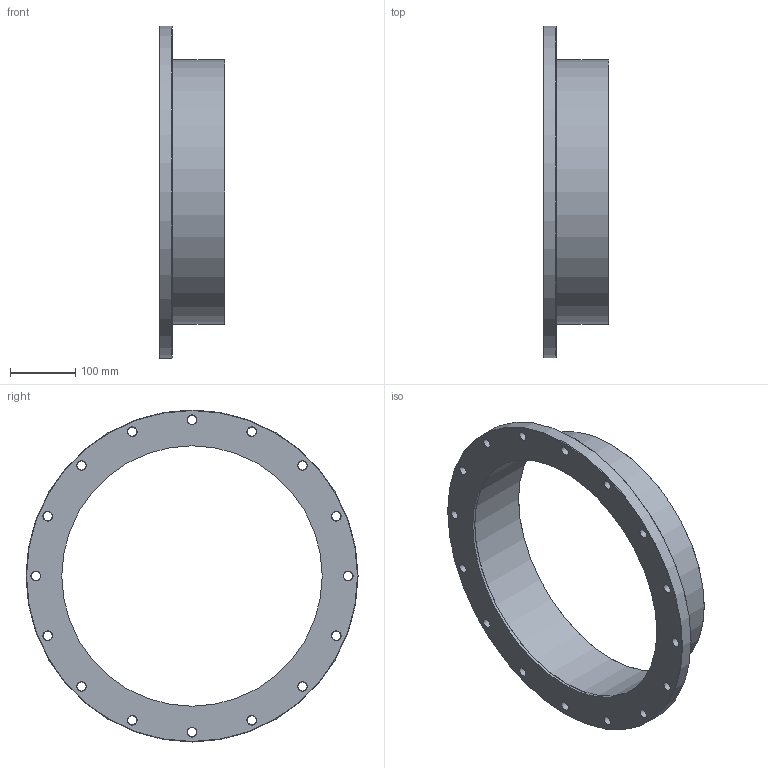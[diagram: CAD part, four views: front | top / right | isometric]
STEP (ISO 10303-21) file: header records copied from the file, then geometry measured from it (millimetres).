
FILE_DESCRIPTION(/* description */ (''),/* implementation_level */ '2;1');
FILE_NAME(/* name */ 'FL-HN400LFB.stp',/* time_stamp */ '2018-08-23T15:33:17+01:00',/* author */ ('paul'),/* organization */ (''),/* preprocessor_version */ 'ST-DEVELOPER v17.2',/* originating_system */ 'Autodesk Inventor 2019',/* authorisation */ '');
FILE_SCHEMA (('AUTOMOTIVE_DESIGN { 1 0 10303 214 3 1 1 }'));
Length unit declared in the file: millimetre
Products named in the file (1): FL-HN400LFB
Bounding box: 100 x 510 x 510 mm (x, y, z)
Volume: 1822261.1 mm3; surface area: 424050.6 mm2
Topology: 1 solids, 1 shells, 61 faces, 164 edges, 107 vertices
Faces by surface type: cone 34, cylinder 20, plane 4, torus 3
Full cylindrical faces by diameter (mm): 14 x16, 400 x1, 400.4 x1, 406.4 x1, 510 x1
Entity records: 2081 total; most frequent: DIRECTION 398, CARTESIAN_POINT 333, ORIENTED_EDGE 328, AXIS2_PLACEMENT_3D 172, EDGE_CURVE 164, CIRCLE 110, VERTEX_POINT 107, EDGE_LOOP 97
